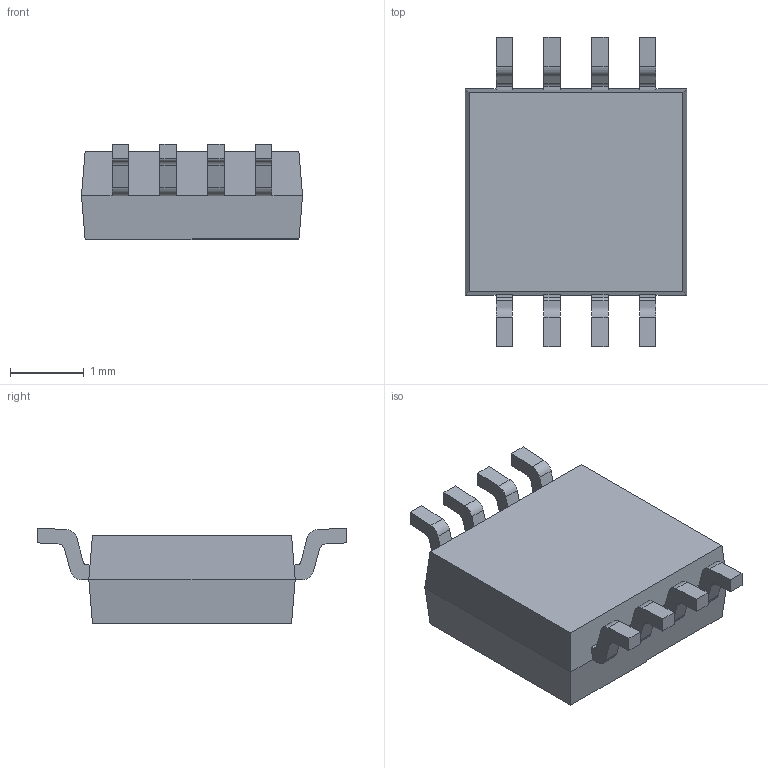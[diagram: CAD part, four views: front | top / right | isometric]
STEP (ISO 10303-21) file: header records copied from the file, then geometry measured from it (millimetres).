
FILE_DESCRIPTION((''),'2;1');
FILE_NAME('DCT_TI_1','2010-11-04T',('Wiebke'),(''),'PRO/ENGINEER BY PARAMETRIC TECHNOLOGY CORPORATION, 2008400','PRO/ENGINEER BY PARAMETRIC TECHNOLOGY CORPORATION, 2008400','');
FILE_SCHEMA(('AUTOMOTIVE_DESIGN_CC2 { 1 2 10303 214 -1 1 5 2 }'));
Length unit declared in the file: millimetre
Products named in the file (1): DCT_TI_1
Bounding box: 3 x 4.2 x 1.3 mm (x, y, z)
Volume: 10.1 mm3; surface area: 36.4 mm2
Topology: 1 solids, 1 shells, 117 faces, 325 edges, 210 vertices
Faces by surface type: plane 85, cylinder 32
Entity records: 4936 total; most frequent: CARTESIAN_POINT 658, ORIENTED_EDGE 650, DIRECTION 635, PRESENTATION_STYLE_ASSIGNMENT 345, STYLED_ITEM 332, CURVE_STYLE 331, EDGE_CURVE 325, VECTOR 261
